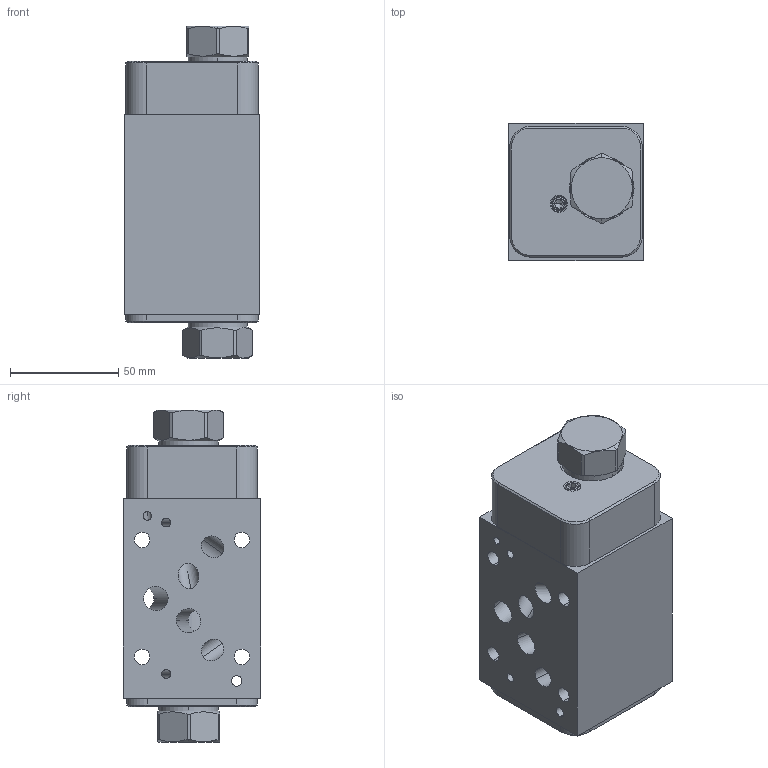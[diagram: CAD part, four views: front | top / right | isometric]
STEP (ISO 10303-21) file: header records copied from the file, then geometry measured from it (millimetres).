
FILE_DESCRIPTION((''),'2;1');
FILE_NAME('YDEWXCNBB_ASM','2020-08-24T',('ProEService'),(''),'PRO/ENGINEER BY PARAMETRIC TECHNOLOGY CORPORATION, 2014200','PRO/ENGINEER BY PARAMETRIC TECHNOLOGY CORPORATION, 2014200','');
FILE_SCHEMA(('CONFIG_CONTROL_DESIGN'));
Length unit declared in the file: inch
Products named in the file (5): 150-700; COFAXEN; 340-001; CXEEXCN; YDEWXCNBB_ASM
Assembly tree (5 placements, depth 2):
  YDEWXCNBB_ASM
    150-700
    COFAXEN
    340-001  x2
    CXEEXCN
Bounding box: 61.93 x 63.5 x 153.21 mm (x, y, z)
Volume: 435380.4 mm3; surface area: 85500.1 mm2
Topology: 11 solids, 12 shells, 541 faces, 1649 edges, 1319 vertices
Faces by surface type: cylinder 224, plane 126, cone 115, torus 36, revolution 24, sphere 16
Entity records: 22124 total; most frequent: CARTESIAN_POINT 8144, DIRECTION 2918, ORIENTED_EDGE 2484, EDGE_CURVE 1242, AXIS2_PLACEMENT_3D 1059, VECTOR 776, LINE 776, VERTEX_POINT 767
